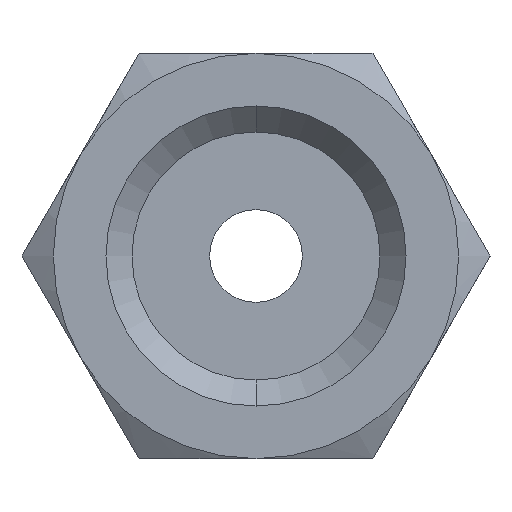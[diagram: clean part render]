
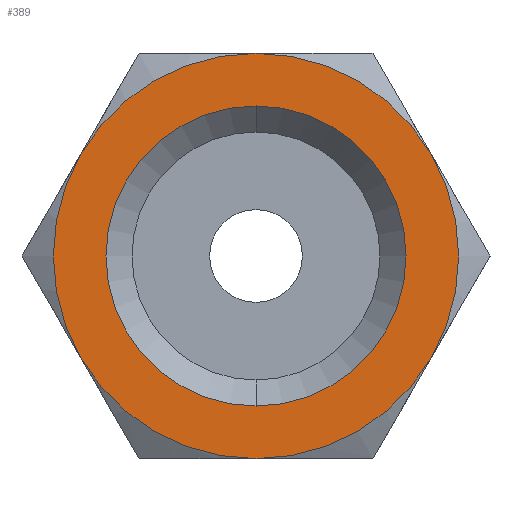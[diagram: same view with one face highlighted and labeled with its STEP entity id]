
A CAD part, front view. The second image highlights one B-rep face of the part: STEP entity #389.
In plain terms, the highlighted planar face has unit normal (0, -1, 0).
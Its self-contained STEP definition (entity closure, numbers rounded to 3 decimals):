
#1 = ORIENTED_EDGE ( 'NONE', *, *, #1368, .T. ) ;
#3 = DIRECTION ( 'NONE',  ( 0., 0., 1. ) ) ;
#4 = VERTEX_POINT ( 'NONE', #732 ) ;
#8 = CARTESIAN_POINT ( 'NONE',  ( 0., 0., 0. ) ) ;
#31 = VERTEX_POINT ( 'NONE', #1191 ) ;
#38 = DIRECTION ( 'NONE',  ( 0., 0., 1. ) ) ;
#47 = EDGE_LOOP ( 'NONE', ( #1463, #1328 ) ) ;
#65 = CIRCLE ( 'NONE', #913, 7. ) ;
#112 = CIRCLE ( 'NONE', #923, 5.183 ) ;
#121 = ORIENTED_EDGE ( 'NONE', *, *, #675, .T. ) ;
#152 = CARTESIAN_POINT ( 'NONE',  ( -6.062, 0., -3.5 ) ) ;
#201 = PLANE ( 'NONE',  #1548 ) ;
#258 = ORIENTED_EDGE ( 'NONE', *, *, #615, .T. ) ;
#260 = EDGE_CURVE ( 'NONE', #4, #1194, #1536, .T. ) ;
#263 = AXIS2_PLACEMENT_3D ( 'NONE', #8, #362, #3 ) ;
#278 = CARTESIAN_POINT ( 'NONE',  ( 0., 0., 7. ) ) ;
#310 = DIRECTION ( 'NONE',  ( 0., 0., -1. ) ) ;
#329 = EDGE_LOOP ( 'NONE', ( #549, #364, #464, #1, #258, #121 ) ) ;
#334 = CARTESIAN_POINT ( 'NONE',  ( 0., 0., 0. ) ) ;
#340 = AXIS2_PLACEMENT_3D ( 'NONE', #1137, #410, #422 ) ;
#362 = DIRECTION ( 'NONE',  ( 0., -1., 0. ) ) ;
#364 = ORIENTED_EDGE ( 'NONE', *, *, #541, .T. ) ;
#376 = DIRECTION ( 'NONE',  ( 0., -1., 0. ) ) ;
#380 = CIRCLE ( 'NONE', #839, 7. ) ;
#389 = ADVANCED_FACE ( 'NONE', ( #1181, #1378 ), #201, .T. ) ;
#410 = DIRECTION ( 'NONE',  ( 0., -1., 0. ) ) ;
#419 = EDGE_CURVE ( 'NONE', #31, #1441, #1259, .T. ) ;
#422 = DIRECTION ( 'NONE',  ( 0., 0., -1. ) ) ;
#430 = CARTESIAN_POINT ( 'NONE',  ( 6.062, 0., 3.5 ) ) ;
#464 = ORIENTED_EDGE ( 'NONE', *, *, #419, .T. ) ;
#537 = CARTESIAN_POINT ( 'NONE',  ( -6.062, 0., 3.5 ) ) ;
#541 = EDGE_CURVE ( 'NONE', #920, #31, #1292, .T. ) ;
#549 = ORIENTED_EDGE ( 'NONE', *, *, #1054, .T. ) ;
#573 = CARTESIAN_POINT ( 'NONE',  ( 0., 0., -5.183 ) ) ;
#581 = DIRECTION ( 'NONE',  ( 0., 0., 1. ) ) ;
#615 = EDGE_CURVE ( 'NONE', #1039, #916, #380, .T. ) ;
#675 = EDGE_CURVE ( 'NONE', #916, #1521, #65, .T. ) ;
#691 = DIRECTION ( 'NONE',  ( 0., 0., 1. ) ) ;
#732 = CARTESIAN_POINT ( 'NONE',  ( 0., 0., 5.183 ) ) ;
#745 = CARTESIAN_POINT ( 'NONE',  ( 0., 0., 0. ) ) ;
#817 = DIRECTION ( 'NONE',  ( 0., -1., 0. ) ) ;
#836 = CIRCLE ( 'NONE', #263, 7. ) ;
#837 = DIRECTION ( 'NONE',  ( 0., 0., 1. ) ) ;
#839 = AXIS2_PLACEMENT_3D ( 'NONE', #1190, #1193, #976 ) ;
#913 = AXIS2_PLACEMENT_3D ( 'NONE', #745, #376, #38 ) ;
#916 = VERTEX_POINT ( 'NONE', #278 ) ;
#920 = VERTEX_POINT ( 'NONE', #152 ) ;
#923 = AXIS2_PLACEMENT_3D ( 'NONE', #981, #1097, #1207 ) ;
#950 = DIRECTION ( 'NONE',  ( 0., -1., 0. ) ) ;
#976 = DIRECTION ( 'NONE',  ( 0., 0., 1. ) ) ;
#981 = CARTESIAN_POINT ( 'NONE',  ( 0., 0., 0. ) ) ;
#1003 = CIRCLE ( 'NONE', #1450, 7. ) ;
#1039 = VERTEX_POINT ( 'NONE', #430 ) ;
#1051 = DIRECTION ( 'NONE',  ( 0., -1., 0. ) ) ;
#1054 = EDGE_CURVE ( 'NONE', #1521, #920, #1003, .T. ) ;
#1097 = DIRECTION ( 'NONE',  ( 0., -1., 0. ) ) ;
#1129 = AXIS2_PLACEMENT_3D ( 'NONE', #334, #1298, #581 ) ;
#1137 = CARTESIAN_POINT ( 'NONE',  ( 0., 0., 0. ) ) ;
#1156 = CARTESIAN_POINT ( 'NONE',  ( 0., 0., 0. ) ) ;
#1157 = CARTESIAN_POINT ( 'NONE',  ( -7.084, 0., 7.084 ) ) ;
#1181 = FACE_BOUND ( 'NONE', #47, .T. ) ;
#1190 = CARTESIAN_POINT ( 'NONE',  ( 0., 0., 0. ) ) ;
#1191 = CARTESIAN_POINT ( 'NONE',  ( 0., 0., -7. ) ) ;
#1193 = DIRECTION ( 'NONE',  ( 0., -1., 0. ) ) ;
#1194 = VERTEX_POINT ( 'NONE', #573 ) ;
#1207 = DIRECTION ( 'NONE',  ( 0., 0., -1. ) ) ;
#1259 = CIRCLE ( 'NONE', #1386, 7. ) ;
#1292 = CIRCLE ( 'NONE', #1129, 7. ) ;
#1298 = DIRECTION ( 'NONE',  ( 0., -1., 0. ) ) ;
#1328 = ORIENTED_EDGE ( 'NONE', *, *, #260, .F. ) ;
#1338 = CARTESIAN_POINT ( 'NONE',  ( 6.062, 0., -3.5 ) ) ;
#1368 = EDGE_CURVE ( 'NONE', #1441, #1039, #836, .T. ) ;
#1378 = FACE_OUTER_BOUND ( 'NONE', #329, .T. ) ;
#1386 = AXIS2_PLACEMENT_3D ( 'NONE', #1546, #950, #837 ) ;
#1413 = EDGE_CURVE ( 'NONE', #1194, #4, #112, .T. ) ;
#1441 = VERTEX_POINT ( 'NONE', #1338 ) ;
#1450 = AXIS2_PLACEMENT_3D ( 'NONE', #1156, #817, #691 ) ;
#1463 = ORIENTED_EDGE ( 'NONE', *, *, #1413, .F. ) ;
#1521 = VERTEX_POINT ( 'NONE', #537 ) ;
#1536 = CIRCLE ( 'NONE', #340, 5.183 ) ;
#1546 = CARTESIAN_POINT ( 'NONE',  ( 0., 0., 0. ) ) ;
#1548 = AXIS2_PLACEMENT_3D ( 'NONE', #1157, #1051, #310 ) ;
